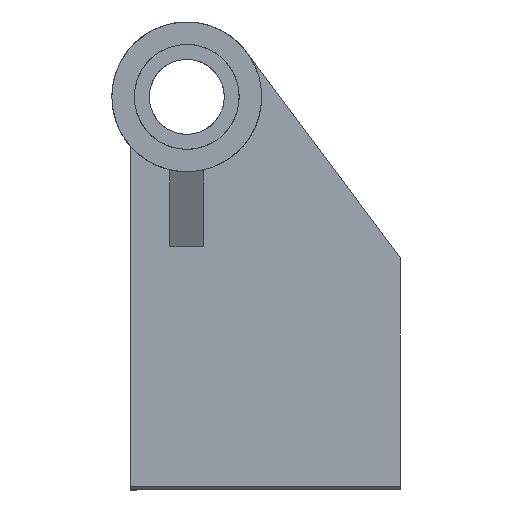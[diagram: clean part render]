
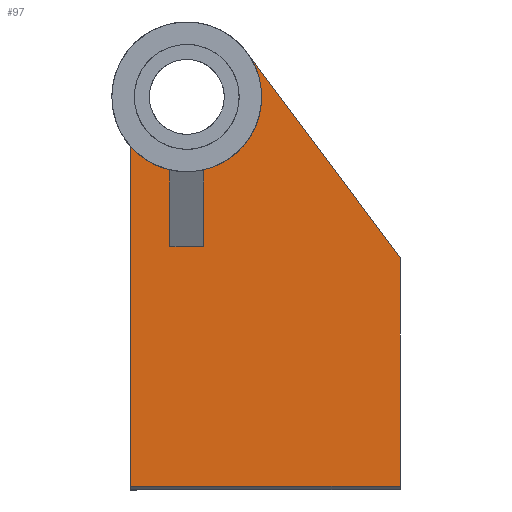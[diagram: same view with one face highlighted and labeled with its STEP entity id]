
A CAD part, left-side view. The second image highlights one B-rep face of the part: STEP entity #97.
In plain terms, the highlighted free-form (B-spline) face has degree [1, 1] with [2, 2] control points.
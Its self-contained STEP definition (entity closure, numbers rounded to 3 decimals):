
#97 = ADVANCED_FACE('',(#98),#179,.T.);
#98 = FACE_BOUND('',#99,.T.);
#99 = EDGE_LOOP('',(#100,#109,#116,#123,#131,#138,#145,#152,#159,#167,
    #174));
#100 = ORIENTED_EDGE('',*,*,#101,.T.);
#101 = EDGE_CURVE('',#102,#104,#106,.T.);
#102 = VERTEX_POINT('',#103);
#103 = CARTESIAN_POINT('',(-23.667,32.811,
    69.926));
#104 = VERTEX_POINT('',#105);
#105 = CARTESIAN_POINT('',(-23.667,42.493,
    69.926));
#106 = B_SPLINE_CURVE_WITH_KNOTS('',1,(#107,#108),.UNSPECIFIED.,.F.,.F.,
  (2,2),(0.,9.),.PIECEWISE_BEZIER_KNOTS.);
#107 = CARTESIAN_POINT('',(-23.667,32.811,
    69.926));
#108 = CARTESIAN_POINT('',(-23.667,42.493,
    69.926));
#109 = ORIENTED_EDGE('',*,*,#110,.T.);
#110 = EDGE_CURVE('',#104,#111,#113,.T.);
#111 = VERTEX_POINT('',#112);
#112 = CARTESIAN_POINT('',(-23.667,42.493,
    91.979));
#113 = B_SPLINE_CURVE_WITH_KNOTS('',1,(#114,#115),.UNSPECIFIED.,.F.,.F.,
  (2,2),(0.,20.5),.PIECEWISE_BEZIER_KNOTS.);
#114 = CARTESIAN_POINT('',(-23.667,42.493,
    69.926));
#115 = CARTESIAN_POINT('',(-23.667,42.493,
    91.979));
#116 = ORIENTED_EDGE('',*,*,#117,.T.);
#117 = EDGE_CURVE('',#111,#118,#120,.T.);
#118 = VERTEX_POINT('',#119);
#119 = CARTESIAN_POINT('',(-23.667,42.433,
    91.979));
#120 = B_SPLINE_CURVE_WITH_KNOTS('',1,(#121,#122),.UNSPECIFIED.,.F.,.F.,
  (2,2),(0.,0.056),.PIECEWISE_BEZIER_KNOTS.);
#121 = CARTESIAN_POINT('',(-23.667,42.493,
    91.979));
#122 = CARTESIAN_POINT('',(-23.667,42.433,
    91.979));
#123 = ORIENTED_EDGE('',*,*,#124,.T.);
#124 = EDGE_CURVE('',#118,#125,#127,.T.);
#125 = VERTEX_POINT('',#126);
#126 = CARTESIAN_POINT('',(-23.667,53.789,
    98.725));
#127 = ( BOUNDED_CURVE() B_SPLINE_CURVE(2,(#128,#129,#130),
.UNSPECIFIED.,.F.,.F.) B_SPLINE_CURVE_WITH_KNOTS((3,3),(4.936,
5.56),.PIECEWISE_BEZIER_KNOTS.) CURVE() 
GEOMETRIC_REPRESENTATION_ITEM() RATIONAL_B_SPLINE_CURVE((1.,
0.952,1.)) REPRESENTATION_ITEM('') );
#128 = CARTESIAN_POINT('',(-23.667,42.433,
    91.979));
#129 = CARTESIAN_POINT('',(-23.667,49.199,
    93.521));
#130 = CARTESIAN_POINT('',(-23.667,53.789,
    98.725));
#131 = ORIENTED_EDGE('',*,*,#132,.T.);
#132 = EDGE_CURVE('',#125,#133,#135,.T.);
#133 = VERTEX_POINT('',#134);
#134 = CARTESIAN_POINT('',(-23.667,53.789,
    1.076));
#135 = B_SPLINE_CURVE_WITH_KNOTS('',1,(#136,#137),.UNSPECIFIED.,.F.,.F.,
  (2,2),(0.,90.771),.PIECEWISE_BEZIER_KNOTS.);
#136 = CARTESIAN_POINT('',(-23.667,53.789,
    98.725));
#137 = CARTESIAN_POINT('',(-23.667,53.789,
    1.076));
#138 = ORIENTED_EDGE('',*,*,#139,.T.);
#139 = EDGE_CURVE('',#133,#140,#142,.T.);
#140 = VERTEX_POINT('',#141);
#141 = CARTESIAN_POINT('',(-23.667,-23.667,
    1.076));
#142 = B_SPLINE_CURVE_WITH_KNOTS('',1,(#143,#144),.UNSPECIFIED.,.F.,.F.,
  (2,2),(0.,72.),.PIECEWISE_BEZIER_KNOTS.);
#143 = CARTESIAN_POINT('',(-23.667,53.789,
    1.076));
#144 = CARTESIAN_POINT('',(-23.667,-23.667,
    1.076));
#145 = ORIENTED_EDGE('',*,*,#146,.T.);
#146 = EDGE_CURVE('',#140,#147,#149,.T.);
#147 = VERTEX_POINT('',#148);
#148 = CARTESIAN_POINT('',(-23.667,-23.667,
    66.698));
#149 = B_SPLINE_CURVE_WITH_KNOTS('',1,(#150,#151),.UNSPECIFIED.,.F.,.F.,
  (2,2),(0.,61.),.PIECEWISE_BEZIER_KNOTS.);
#150 = CARTESIAN_POINT('',(-23.667,-23.667,
    1.076));
#151 = CARTESIAN_POINT('',(-23.667,-23.667,
    66.698));
#152 = ORIENTED_EDGE('',*,*,#153,.T.);
#153 = EDGE_CURVE('',#147,#154,#156,.T.);
#154 = VERTEX_POINT('',#155);
#155 = CARTESIAN_POINT('',(-23.667,20.402,
    125.816));
#156 = B_SPLINE_CURVE_WITH_KNOTS('',1,(#157,#158),.UNSPECIFIED.,.F.,.F.,
  (2,2),(0.,68.542),.PIECEWISE_BEZIER_KNOTS.);
#157 = CARTESIAN_POINT('',(-23.667,-23.667,
    66.698));
#158 = CARTESIAN_POINT('',(-23.667,20.402,
    125.816));
#159 = ORIENTED_EDGE('',*,*,#160,.T.);
#160 = EDGE_CURVE('',#154,#161,#163,.T.);
#161 = VERTEX_POINT('',#162);
#162 = CARTESIAN_POINT('',(-23.667,32.871,91.979
    ));
#163 = ( BOUNDED_CURVE() B_SPLINE_CURVE(2,(#164,#165,#166),
.UNSPECIFIED.,.F.,.F.) B_SPLINE_CURVE_WITH_KNOTS((3,3),(2.501,
4.488),.PIECEWISE_BEZIER_KNOTS.) CURVE() 
GEOMETRIC_REPRESENTATION_ITEM() RATIONAL_B_SPLINE_CURVE((1.,
0.546,1.)) REPRESENTATION_ITEM('') );
#164 = CARTESIAN_POINT('',(-23.667,20.402,
    125.816));
#165 = CARTESIAN_POINT('',(-23.667,0.652,
    99.322));
#166 = CARTESIAN_POINT('',(-23.667,32.871,
    91.979));
#167 = ORIENTED_EDGE('',*,*,#168,.T.);
#168 = EDGE_CURVE('',#161,#169,#171,.T.);
#169 = VERTEX_POINT('',#170);
#170 = CARTESIAN_POINT('',(-23.667,32.811,
    91.979));
#171 = B_SPLINE_CURVE_WITH_KNOTS('',1,(#172,#173),.UNSPECIFIED.,.F.,.F.,
  (2,2),(0.,0.056),.PIECEWISE_BEZIER_KNOTS.);
#172 = CARTESIAN_POINT('',(-23.667,32.871,
    91.979));
#173 = CARTESIAN_POINT('',(-23.667,32.811,
    91.979));
#174 = ORIENTED_EDGE('',*,*,#175,.T.);
#175 = EDGE_CURVE('',#169,#102,#176,.T.);
#176 = B_SPLINE_CURVE_WITH_KNOTS('',1,(#177,#178),.UNSPECIFIED.,.F.,.F.,
  (2,2),(0.,20.5),.PIECEWISE_BEZIER_KNOTS.);
#177 = CARTESIAN_POINT('',(-23.667,32.811,
    91.979));
#178 = CARTESIAN_POINT('',(-23.667,32.811,
    69.926));
#179 = B_SPLINE_SURFACE_WITH_KNOTS('',1,1,(
    (#180,#181)
    ,(#182,#183
    )),.UNSPECIFIED.,.F.,.F.,.F.,(2,2),(2,2),(-50.,22.),(1.,
    116.953),.PIECEWISE_BEZIER_KNOTS.);
#180 = CARTESIAN_POINT('',(-23.667,53.789,
    1.076));
#181 = CARTESIAN_POINT('',(-23.667,53.789,
    125.816));
#182 = CARTESIAN_POINT('',(-23.667,-23.667,
    1.076));
#183 = CARTESIAN_POINT('',(-23.667,-23.667,
    125.816));
